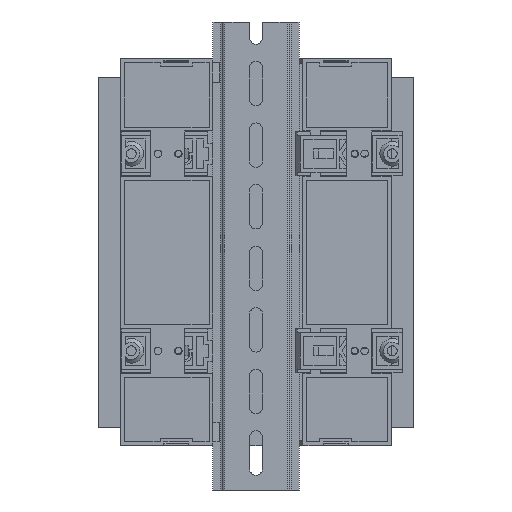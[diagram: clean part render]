
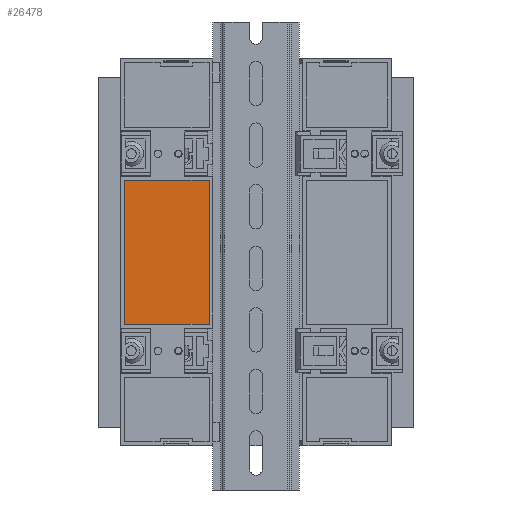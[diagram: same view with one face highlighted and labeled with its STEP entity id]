
A CAD part, front view. The second image highlights one B-rep face of the part: STEP entity #26478.
In plain terms, the highlighted face is planar.
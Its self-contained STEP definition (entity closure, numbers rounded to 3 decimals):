
#365 = AXIS2_PLACEMENT_3D ( 'NONE', #23312, #46088, #1212 ) ;
#1212 = DIRECTION ( 'NONE',  ( 0., 0., -1. ) ) ;
#2279 = CARTESIAN_POINT ( 'NONE',  ( -29.25, 1.5, -19. ) ) ;
#4905 = CARTESIAN_POINT ( 'NONE',  ( 29.25, 1.5, -19. ) ) ;
#5187 = VERTEX_POINT ( 'NONE', #8905 ) ;
#5773 = LINE ( 'NONE', #26076, #33030 ) ;
#8905 = CARTESIAN_POINT ( 'NONE',  ( -29.25, 1.5, -53.5 ) ) ;
#9073 = EDGE_CURVE ( 'NONE', #5187, #64984, #51933, .T. ) ;
#11329 = VERTEX_POINT ( 'NONE', #63566 ) ;
#11933 = DIRECTION ( 'NONE',  ( 1., 0., 0. ) ) ;
#17351 = ORIENTED_EDGE ( 'NONE', *, *, #50936, .T. ) ;
#18530 = FACE_OUTER_BOUND ( 'NONE', #69115, .T. ) ;
#21200 = LINE ( 'NONE', #57226, #31767 ) ;
#23312 = CARTESIAN_POINT ( 'NONE',  ( -29.25, 1.5, -19. ) ) ;
#26076 = CARTESIAN_POINT ( 'NONE',  ( 29.25, 1.5, -53.5 ) ) ;
#26478 = ADVANCED_FACE ( 'NONE', ( #18530 ), #34817, .F. ) ;
#30655 = EDGE_CURVE ( 'NONE', #11329, #5187, #5773, .T. ) ;
#31767 = VECTOR ( 'NONE', #11933, 1000. ) ;
#32694 = VECTOR ( 'NONE', #35673, 1000. ) ;
#33030 = VECTOR ( 'NONE', #70013, 1000. ) ;
#34817 = PLANE ( 'NONE',  #365 ) ;
#35673 = DIRECTION ( 'NONE',  ( 0., 0., 1. ) ) ;
#36082 = ORIENTED_EDGE ( 'NONE', *, *, #30655, .T. ) ;
#37891 = ORIENTED_EDGE ( 'NONE', *, *, #9073, .T. ) ;
#40752 = ORIENTED_EDGE ( 'NONE', *, *, #64845, .T. ) ;
#41700 = VECTOR ( 'NONE', #54859, 1000. ) ;
#44958 = VERTEX_POINT ( 'NONE', #56611 ) ;
#46088 = DIRECTION ( 'NONE',  ( 0., -1., 0. ) ) ;
#50936 = EDGE_CURVE ( 'NONE', #44958, #11329, #65180, .T. ) ;
#51933 = LINE ( 'NONE', #2279, #32694 ) ;
#54859 = DIRECTION ( 'NONE',  ( 0., 0., -1. ) ) ;
#56611 = CARTESIAN_POINT ( 'NONE',  ( 29.25, 1.5, -19. ) ) ;
#57226 = CARTESIAN_POINT ( 'NONE',  ( 29.25, 1.5, -19. ) ) ;
#60241 = CARTESIAN_POINT ( 'NONE',  ( -29.25, 1.5, -19. ) ) ;
#63566 = CARTESIAN_POINT ( 'NONE',  ( 29.25, 1.5, -53.5 ) ) ;
#64845 = EDGE_CURVE ( 'NONE', #64984, #44958, #21200, .T. ) ;
#64984 = VERTEX_POINT ( 'NONE', #60241 ) ;
#65180 = LINE ( 'NONE', #4905, #41700 ) ;
#69115 = EDGE_LOOP ( 'NONE', ( #40752, #17351, #36082, #37891 ) ) ;
#70013 = DIRECTION ( 'NONE',  ( -1., 0., 0. ) ) ;
